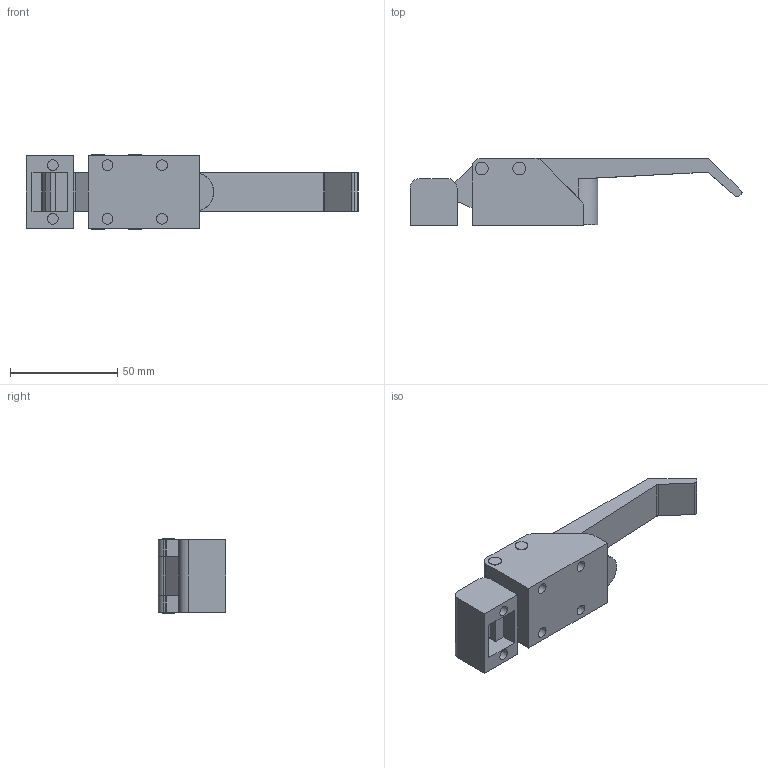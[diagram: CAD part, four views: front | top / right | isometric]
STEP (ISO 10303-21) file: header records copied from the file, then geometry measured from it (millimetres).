
FILE_DESCRIPTION( ( 'STEP AP214' ), '1' );
FILE_NAME( 'SK1-093-1K-W.stp', '2024-01-16T06:53:57', ( 'License CC BY-ND 4.0' ), ( 'CADENAS' ), ' ', 'PARTsolutions', ' ' );
FILE_SCHEMA( ( 'AUTOMOTIVE_DESIGN { 1 0 10303 214 1 1 1 1 }' ) );
Length unit declared in the file: millimetre
Products named in the file (3): SK1-093-1K-W; _SK1-093-1K-W_1; _SK1-093-1K-W_2
Assembly tree (2 placements, depth 2):
  SK1-093-1K-W
    _SK1-093-1K-W_1
    _SK1-093-1K-W_2
Bounding box: 155 x 31.5 x 34.6 mm (x, y, z)
Volume: 76065.3 mm3; surface area: 21430.6 mm2
Topology: 2 solids, 2 shells, 115 faces, 293 edges, 194 vertices
Faces by surface type: plane 80, cylinder 35
Full cylindrical faces by diameter (mm): 5 x6, 6 x4, 14 x1, 15.7 x1
Entity records: 4379 total; most frequent: CARTESIAN_POINT 607, DIRECTION 583, ORIENTED_EDGE 558, EDGE_CURVE 279, LINE 207, VECTOR 207, VERTEX_POINT 192, AXIS2_PLACEMENT_3D 188
